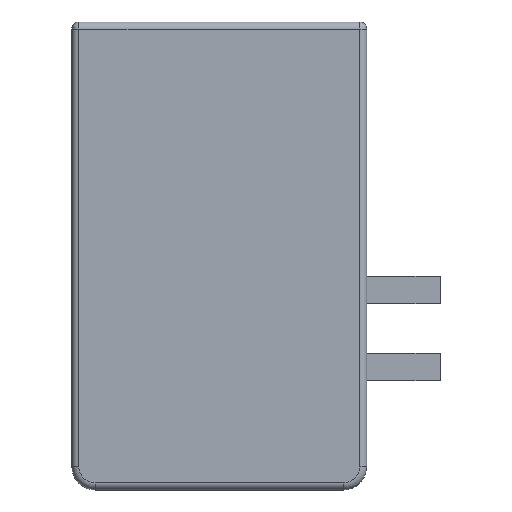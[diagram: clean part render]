
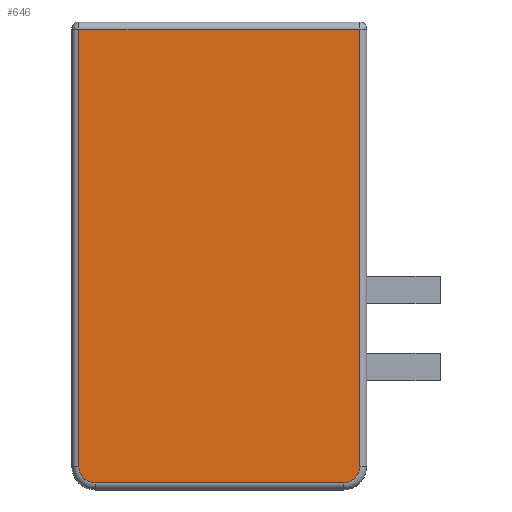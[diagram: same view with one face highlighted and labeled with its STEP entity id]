
A CAD part, left-side view. The second image highlights one B-rep face of the part: STEP entity #646.
In plain terms, the highlighted planar face has unit normal (-1, 0, 0).
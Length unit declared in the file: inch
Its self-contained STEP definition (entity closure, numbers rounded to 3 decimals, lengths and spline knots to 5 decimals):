
#126=PLANE('',#710);
#127=VECTOR('',#724,1.);
#130=VECTOR('',#738,1.);
#169=VECTOR('',#825,1.);
#171=VECTOR('',#835,1.);
#175=LINE('',#880,#127);
#178=LINE('',#893,#130);
#217=LINE('',#993,#169);
#219=LINE('',#1002,#171);
#236=VERTEX_POINT('',#870);
#237=VERTEX_POINT('',#872);
#240=VERTEX_POINT('',#879);
#242=VERTEX_POINT('',#885);
#244=VERTEX_POINT('',#892);
#274=VERTEX_POINT('',#994);
#280=CIRCLE('',#649,0.035);
#285=CIRCLE('',#656,0.035);
#308=EDGE_CURVE('',#236,#237,#280,.T.);
#312=EDGE_CURVE('',#240,#236,#175,.T.);
#315=EDGE_CURVE('',#242,#240,#285,.T.);
#319=EDGE_CURVE('',#242,#244,#178,.T.);
#368=EDGE_CURVE('',#237,#274,#217,.T.);
#373=EDGE_CURVE('',#274,#244,#219,.T.);
#529=ORIENTED_EDGE('',*,*,#315,.F.);
#530=ORIENTED_EDGE('',*,*,#319,.T.);
#531=ORIENTED_EDGE('',*,*,#373,.F.);
#532=ORIENTED_EDGE('',*,*,#368,.F.);
#533=ORIENTED_EDGE('',*,*,#308,.F.);
#534=ORIENTED_EDGE('',*,*,#312,.F.);
#572=EDGE_LOOP('',(#529,#530,#531,#532,#533,#534));
#610=FACE_BOUND('',#572,.T.);
#646=ADVANCED_FACE('',(#610),#126,.T.);
#649=AXIS2_PLACEMENT_3D('',#871,#714,#715);
#656=AXIS2_PLACEMENT_3D('',#886,#729,#730);
#710=AXIS2_PLACEMENT_3D('',#1022,#866,$);
#714=DIRECTION('',(1.,0.,0.));
#715=DIRECTION('',(0.,0.013,-0.032));
#724=DIRECTION('',(0.,1.,0.));
#729=DIRECTION('',(1.,0.,0.));
#730=DIRECTION('',(0.,-0.013,-0.032));
#738=DIRECTION('',(0.,0.,1.));
#825=DIRECTION('',(0.,0.,1.));
#835=DIRECTION('',(0.,-1.,0.));
#866=DIRECTION('',(-1.,0.,0.));
#870=CARTESIAN_POINT('',(-0.1575,0.265,0.015));
#871=CARTESIAN_POINT('',(-0.1575,0.265,0.05));
#872=CARTESIAN_POINT('',(-0.1575,0.3,0.05));
#879=CARTESIAN_POINT('',(-0.1575,-0.265,0.015));
#880=CARTESIAN_POINT('',(-0.1575,0.,0.015));
#885=CARTESIAN_POINT('',(-0.1575,-0.3,0.05));
#886=CARTESIAN_POINT('',(-0.1575,-0.265,0.05));
#892=CARTESIAN_POINT('',(-0.1575,-0.3,0.985));
#893=CARTESIAN_POINT('',(-0.1575,-0.3,0.));
#993=CARTESIAN_POINT('',(-0.1575,0.3,0.));
#994=CARTESIAN_POINT('',(-0.1575,0.3,0.985));
#1002=CARTESIAN_POINT('',(-0.1575,0.,0.985));
#1022=CARTESIAN_POINT('',(-0.1575,0.,0.));
